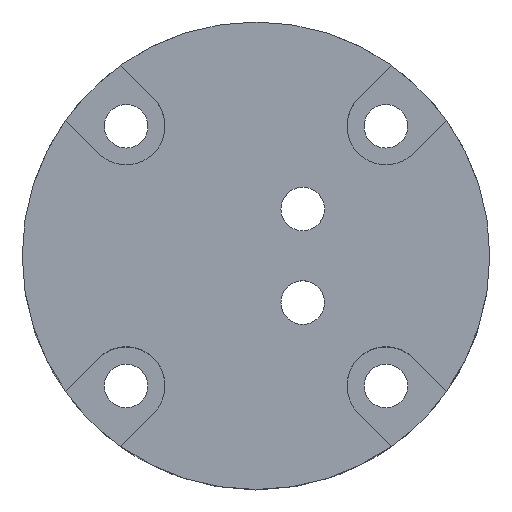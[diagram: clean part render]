
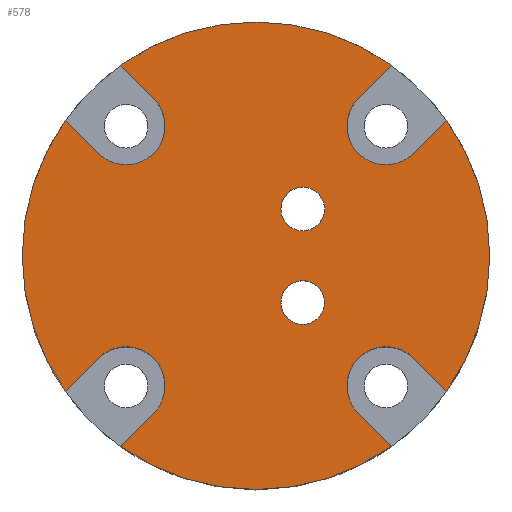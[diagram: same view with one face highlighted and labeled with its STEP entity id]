
A CAD part, top view. The second image highlights one B-rep face of the part: STEP entity #578.
In plain terms, the highlighted planar face has unit normal (0, 0, 1).
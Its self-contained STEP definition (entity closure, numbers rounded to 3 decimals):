
#24=LINE('',#919,#67);
#28=LINE('',#928,#71);
#32=LINE('',#937,#75);
#36=LINE('',#946,#79);
#40=LINE('',#955,#83);
#44=LINE('',#964,#87);
#49=LINE('',#988,#92);
#50=LINE('',#991,#93);
#67=VECTOR('',#741,10.);
#71=VECTOR('',#747,10.);
#75=VECTOR('',#753,10.);
#79=VECTOR('',#759,10.);
#83=VECTOR('',#765,10.);
#87=VECTOR('',#771,10.);
#92=VECTOR('',#800,10.);
#93=VECTOR('',#803,10.);
#120=FACE_BOUND('',#184,.T.);
#121=FACE_BOUND('',#185,.T.);
#147=FACE_OUTER_BOUND('',#183,.T.);
#183=EDGE_LOOP('',(#460,#461,#462,#463,#464,#465,#466,#467,#468,#469,#470,
#471,#472,#473,#474,#475,#476));
#184=EDGE_LOOP('',(#477));
#185=EDGE_LOOP('',(#478));
#213=CIRCLE('',#623,2.1);
#217=CIRCLE('',#630,2.1);
#223=CIRCLE('',#646,22.5);
#225=CIRCLE('',#648,22.5);
#227=CIRCLE('',#650,22.5);
#229=CIRCLE('',#652,22.5);
#231=CIRCLE('',#654,22.5);
#232=CIRCLE('',#656,3.75);
#233=CIRCLE('',#657,3.75);
#234=CIRCLE('',#658,3.75);
#235=CIRCLE('',#659,3.75);
#251=VERTEX_POINT('',#883);
#255=VERTEX_POINT('',#896);
#262=VERTEX_POINT('',#916);
#263=VERTEX_POINT('',#918);
#266=VERTEX_POINT('',#925);
#267=VERTEX_POINT('',#927);
#270=VERTEX_POINT('',#934);
#271=VERTEX_POINT('',#936);
#274=VERTEX_POINT('',#943);
#275=VERTEX_POINT('',#945);
#278=VERTEX_POINT('',#952);
#279=VERTEX_POINT('',#954);
#282=VERTEX_POINT('',#961);
#283=VERTEX_POINT('',#963);
#284=VERTEX_POINT('',#972);
#286=VERTEX_POINT('',#977);
#289=VERTEX_POINT('',#983);
#290=VERTEX_POINT('',#987);
#291=VERTEX_POINT('',#989);
#307=EDGE_CURVE('',#251,#251,#213,.T.);
#313=EDGE_CURVE('',#255,#255,#217,.T.);
#322=EDGE_CURVE('',#263,#262,#24,.T.);
#326=EDGE_CURVE('',#267,#266,#28,.T.);
#330=EDGE_CURVE('',#271,#270,#32,.T.);
#334=EDGE_CURVE('',#275,#274,#36,.T.);
#338=EDGE_CURVE('',#279,#278,#40,.T.);
#342=EDGE_CURVE('',#283,#282,#44,.T.);
#345=EDGE_CURVE('',#270,#267,#223,.T.);
#347=EDGE_CURVE('',#278,#275,#225,.T.);
#349=EDGE_CURVE('',#284,#283,#227,.T.);
#352=EDGE_CURVE('',#286,#284,#229,.T.);
#356=EDGE_CURVE('',#262,#289,#231,.T.);
#357=EDGE_CURVE('',#289,#290,#49,.T.);
#358=EDGE_CURVE('',#290,#291,#232,.T.);
#359=EDGE_CURVE('',#291,#286,#50,.T.);
#360=EDGE_CURVE('',#282,#279,#233,.T.);
#361=EDGE_CURVE('',#274,#271,#234,.T.);
#362=EDGE_CURVE('',#266,#263,#235,.T.);
#460=ORIENTED_EDGE('',*,*,#322,.T.);
#461=ORIENTED_EDGE('',*,*,#356,.T.);
#462=ORIENTED_EDGE('',*,*,#357,.T.);
#463=ORIENTED_EDGE('',*,*,#358,.T.);
#464=ORIENTED_EDGE('',*,*,#359,.T.);
#465=ORIENTED_EDGE('',*,*,#352,.T.);
#466=ORIENTED_EDGE('',*,*,#349,.T.);
#467=ORIENTED_EDGE('',*,*,#342,.T.);
#468=ORIENTED_EDGE('',*,*,#360,.T.);
#469=ORIENTED_EDGE('',*,*,#338,.T.);
#470=ORIENTED_EDGE('',*,*,#347,.T.);
#471=ORIENTED_EDGE('',*,*,#334,.T.);
#472=ORIENTED_EDGE('',*,*,#361,.T.);
#473=ORIENTED_EDGE('',*,*,#330,.T.);
#474=ORIENTED_EDGE('',*,*,#345,.T.);
#475=ORIENTED_EDGE('',*,*,#326,.T.);
#476=ORIENTED_EDGE('',*,*,#362,.T.);
#477=ORIENTED_EDGE('',*,*,#307,.T.);
#478=ORIENTED_EDGE('',*,*,#313,.T.);
#554=PLANE('',#655);
#578=ADVANCED_FACE('',(#147,#120,#121),#554,.T.);
#623=AXIS2_PLACEMENT_3D('',#885,#703,#704);
#630=AXIS2_PLACEMENT_3D('',#898,#719,#720);
#646=AXIS2_PLACEMENT_3D('',#968,#777,#778);
#648=AXIS2_PLACEMENT_3D('',#970,#781,#782);
#650=AXIS2_PLACEMENT_3D('',#973,#785,#786);
#652=AXIS2_PLACEMENT_3D('',#978,#790,#791);
#654=AXIS2_PLACEMENT_3D('',#985,#796,#797);
#655=AXIS2_PLACEMENT_3D('',#986,#798,#799);
#656=AXIS2_PLACEMENT_3D('',#990,#801,#802);
#657=AXIS2_PLACEMENT_3D('',#992,#804,#805);
#658=AXIS2_PLACEMENT_3D('',#993,#806,#807);
#659=AXIS2_PLACEMENT_3D('',#994,#808,#809);
#703=DIRECTION('center_axis',(0.,0.,-1.));
#704=DIRECTION('ref_axis',(-1.,0.,0.));
#719=DIRECTION('center_axis',(0.,0.,-1.));
#720=DIRECTION('ref_axis',(-1.,0.,0.));
#741=DIRECTION('',(0.707,0.707,0.));
#747=DIRECTION('',(-0.707,-0.707,0.));
#753=DIRECTION('',(0.707,-0.707,0.));
#759=DIRECTION('',(-0.707,0.707,0.));
#765=DIRECTION('',(-0.707,-0.707,0.));
#771=DIRECTION('',(0.707,0.707,0.));
#777=DIRECTION('center_axis',(0.,0.,1.));
#778=DIRECTION('ref_axis',(1.,0.,0.));
#781=DIRECTION('center_axis',(0.,0.,1.));
#782=DIRECTION('ref_axis',(1.,0.,0.));
#785=DIRECTION('center_axis',(0.,0.,1.));
#786=DIRECTION('ref_axis',(1.,0.,0.));
#790=DIRECTION('center_axis',(0.,0.,1.));
#791=DIRECTION('ref_axis',(1.,0.,0.));
#796=DIRECTION('center_axis',(0.,0.,1.));
#797=DIRECTION('ref_axis',(1.,0.,0.));
#798=DIRECTION('center_axis',(0.,0.,1.));
#799=DIRECTION('ref_axis',(1.,0.,0.));
#800=DIRECTION('',(0.707,-0.707,0.));
#801=DIRECTION('center_axis',(0.,0.,-1.));
#802=DIRECTION('ref_axis',(1.,0.,0.));
#803=DIRECTION('',(-0.707,0.707,0.));
#804=DIRECTION('center_axis',(0.,0.,-1.));
#805=DIRECTION('ref_axis',(1.,0.,0.));
#806=DIRECTION('center_axis',(0.,0.,-1.));
#807=DIRECTION('ref_axis',(1.,0.,0.));
#808=DIRECTION('center_axis',(0.,0.,-1.));
#809=DIRECTION('ref_axis',(1.,0.,0.));
#883=CARTESIAN_POINT('',(6.6,-4.5,24.8));
#885=CARTESIAN_POINT('Origin',(4.5,-4.5,24.8));
#896=CARTESIAN_POINT('',(6.6,4.5,24.8));
#898=CARTESIAN_POINT('Origin',(4.5,4.5,24.8));
#916=CARTESIAN_POINT('',(13.036,18.339,24.8));
#918=CARTESIAN_POINT('',(9.848,15.152,24.8));
#919=CARTESIAN_POINT('',(3.598,8.902,24.8));
#925=CARTESIAN_POINT('',(15.152,9.848,24.8));
#927=CARTESIAN_POINT('',(18.339,13.036,24.8));
#928=CARTESIAN_POINT('',(10.495,5.192,24.8));
#934=CARTESIAN_POINT('',(18.339,-13.036,24.8));
#936=CARTESIAN_POINT('',(15.152,-9.848,24.8));
#937=CARTESIAN_POINT('',(8.902,-3.598,24.8));
#943=CARTESIAN_POINT('',(9.848,-15.152,24.8));
#945=CARTESIAN_POINT('',(13.036,-18.339,24.8));
#946=CARTESIAN_POINT('',(5.192,-10.495,24.8));
#952=CARTESIAN_POINT('',(-13.036,-18.339,24.8));
#954=CARTESIAN_POINT('',(-9.848,-15.152,24.8));
#955=CARTESIAN_POINT('',(-3.598,-8.902,24.8));
#961=CARTESIAN_POINT('',(-15.152,-9.848,24.8));
#963=CARTESIAN_POINT('',(-18.339,-13.036,24.8));
#964=CARTESIAN_POINT('',(-10.495,-5.192,24.8));
#968=CARTESIAN_POINT('Origin',(0.,0.,24.8));
#970=CARTESIAN_POINT('Origin',(0.,0.,24.8));
#972=CARTESIAN_POINT('',(-22.5,0.,24.8));
#973=CARTESIAN_POINT('Origin',(0.,0.,24.8));
#977=CARTESIAN_POINT('',(-18.339,13.036,24.8));
#978=CARTESIAN_POINT('Origin',(0.,0.,24.8));
#983=CARTESIAN_POINT('',(-13.036,18.339,24.8));
#985=CARTESIAN_POINT('Origin',(0.,0.,24.8));
#986=CARTESIAN_POINT('Origin',(0.,0.,24.8));
#987=CARTESIAN_POINT('',(-9.848,15.152,24.8));
#988=CARTESIAN_POINT('',(-5.192,10.495,24.8));
#989=CARTESIAN_POINT('',(-15.152,9.848,24.8));
#990=CARTESIAN_POINT('Origin',(-12.5,12.5,24.8));
#991=CARTESIAN_POINT('',(-8.902,3.598,24.8));
#992=CARTESIAN_POINT('Origin',(-12.5,-12.5,24.8));
#993=CARTESIAN_POINT('Origin',(12.5,-12.5,24.8));
#994=CARTESIAN_POINT('Origin',(12.5,12.5,24.8));
